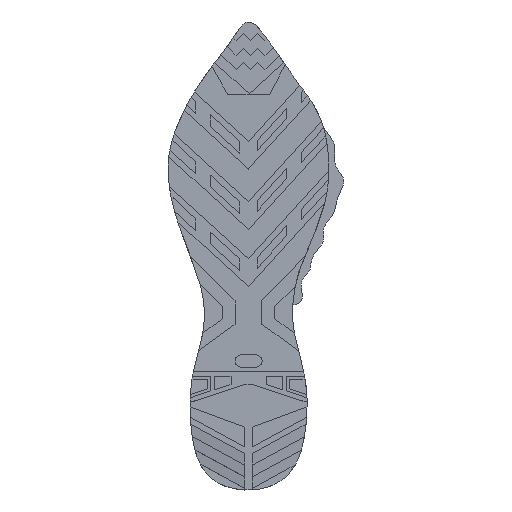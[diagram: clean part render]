
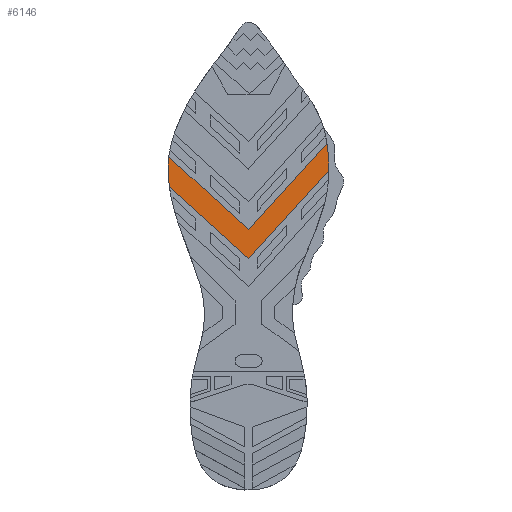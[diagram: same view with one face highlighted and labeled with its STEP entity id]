
A CAD part, top view. The second image highlights one B-rep face of the part: STEP entity #6146.
In plain terms, the highlighted face is planar.
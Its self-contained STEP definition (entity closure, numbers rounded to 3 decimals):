
#353 = CARTESIAN_POINT ( 'NONE',  ( 54.551, 3., -107.835 ) ) ;
#655 = AXIS2_PLACEMENT_3D ( 'NONE', #1885, #4327, #1305 ) ;
#732 = B_SPLINE_CURVE_WITH_KNOTS ( 'NONE', 3,
 ( #2531, #6139, #1517, #3557, #3067 ),
 .UNSPECIFIED., .F., .F.,
 ( 4, 1, 4 ),
 ( 0.838, 0.843, 0.855 ),
 .UNSPECIFIED. ) ;
#765 = ORIENTED_EDGE ( 'NONE', *, *, #1445, .T. ) ;
#787 = EDGE_CURVE ( 'NONE', #4268, #2520, #6638, .T. ) ;
#922 = CARTESIAN_POINT ( 'NONE',  ( 55.105, 3., -102.894 ) ) ;
#983 = DIRECTION ( 'NONE',  ( -0.74, 0., 0.673 ) ) ;
#1102 = B_SPLINE_CURVE_WITH_KNOTS ( 'NONE', 3,
 ( #353, #2008, #922, #1880, #6124, #5537 ),
 .UNSPECIFIED., .F., .F.,
 ( 4, 1, 1, 4 ),
 ( 0.151, 0.152, 0.167, 0.175 ),
 .UNSPECIFIED. ) ;
#1286 = DIRECTION ( 'NONE',  ( 0.74, 0., -0.673 ) ) ;
#1305 = DIRECTION ( 'NONE',  ( 0., 0., -1. ) ) ;
#1445 = EDGE_CURVE ( 'NONE', #5710, #4892, #6200, .T. ) ;
#1517 = CARTESIAN_POINT ( 'NONE',  ( -54.95, 3., -106.378 ) ) ;
#1599 = CARTESIAN_POINT ( 'NONE',  ( -54.991, 3., -98.622 ) ) ;
#1780 = VECTOR ( 'NONE', #3612, 1000. ) ;
#1833 = VERTEX_POINT ( 'NONE', #5234 ) ;
#1880 = CARTESIAN_POINT ( 'NONE',  ( 55.059, 3., -95.959 ) ) ;
#1885 = CARTESIAN_POINT ( 'NONE',  ( 0., 3., 0. ) ) ;
#2008 = CARTESIAN_POINT ( 'NONE',  ( 54.589, 3., -107.512 ) ) ;
#2014 = CARTESIAN_POINT ( 'NONE',  ( 18.986, 3., -17.263 ) ) ;
#2057 = CARTESIAN_POINT ( 'NONE',  ( 0., 3., -38.144 ) ) ;
#2190 = EDGE_LOOP ( 'NONE', ( #3476, #3479, #2754, #765, #4645, #5872 ) ) ;
#2263 = VERTEX_POINT ( 'NONE', #4208 ) ;
#2293 = PLANE ( 'NONE',  #655 ) ;
#2375 = LINE ( 'NONE', #4342, #5306 ) ;
#2504 = CARTESIAN_POINT ( 'NONE',  ( -28.986, 3., -31.879 ) ) ;
#2520 = VERTEX_POINT ( 'NONE', #2057 ) ;
#2531 = CARTESIAN_POINT ( 'NONE',  ( -54.991, 3., -98.622 ) ) ;
#2589 = CARTESIAN_POINT ( 'NONE',  ( 28.986, 3., -26.356 ) ) ;
#2754 = ORIENTED_EDGE ( 'NONE', *, *, #5868, .T. ) ;
#2893 = EDGE_CURVE ( 'NONE', #2263, #1833, #1102, .T. ) ;
#3067 = CARTESIAN_POINT ( 'NONE',  ( -53.596, 3., -117.179 ) ) ;
#3077 = EDGE_CURVE ( 'NONE', #2520, #1833, #2375, .T. ) ;
#3476 = ORIENTED_EDGE ( 'NONE', *, *, #3077, .F. ) ;
#3479 = ORIENTED_EDGE ( 'NONE', *, *, #787, .F. ) ;
#3557 = CARTESIAN_POINT ( 'NONE',  ( -54.34, 3., -112.681 ) ) ;
#3588 = VECTOR ( 'NONE', #5109, 1000. ) ;
#3612 = DIRECTION ( 'NONE',  ( 0.673, 0., 0.74 ) ) ;
#4186 = EDGE_CURVE ( 'NONE', #2263, #4892, #6660, .T. ) ;
#4208 = CARTESIAN_POINT ( 'NONE',  ( 54.551, 3., -107.835 ) ) ;
#4268 = VERTEX_POINT ( 'NONE', #1599 ) ;
#4327 = DIRECTION ( 'NONE',  ( 0., -1., 0. ) ) ;
#4342 = CARTESIAN_POINT ( 'NONE',  ( -18.986, 3., -20.88 ) ) ;
#4645 = ORIENTED_EDGE ( 'NONE', *, *, #4186, .F. ) ;
#4892 = VERTEX_POINT ( 'NONE', #6279 ) ;
#5011 = CARTESIAN_POINT ( 'NONE',  ( -53.596, 3., -117.179 ) ) ;
#5109 = DIRECTION ( 'NONE',  ( 0.673, 0., 0.74 ) ) ;
#5234 = CARTESIAN_POINT ( 'NONE',  ( 54.096, 3., -87.331 ) ) ;
#5306 = VECTOR ( 'NONE', #1286, 1000. ) ;
#5537 = CARTESIAN_POINT ( 'NONE',  ( 54.096, 3., -87.331 ) ) ;
#5681 = VECTOR ( 'NONE', #983, 1000. ) ;
#5710 = VERTEX_POINT ( 'NONE', #5011 ) ;
#5868 = EDGE_CURVE ( 'NONE', #4268, #5710, #732, .T. ) ;
#5872 = ORIENTED_EDGE ( 'NONE', *, *, #2893, .T. ) ;
#6124 = CARTESIAN_POINT ( 'NONE',  ( 54.401, 3., -89.592 ) ) ;
#6139 = CARTESIAN_POINT ( 'NONE',  ( -55.013, 3., -100.256 ) ) ;
#6146 = ADVANCED_FACE ( 'NONE', ( #6413 ), #2293, .T. ) ;
#6200 = LINE ( 'NONE', #2589, #1780 ) ;
#6279 = CARTESIAN_POINT ( 'NONE',  ( 0., 3., -58.234 ) ) ;
#6413 = FACE_OUTER_BOUND ( 'NONE', #2190, .T. ) ;
#6638 = LINE ( 'NONE', #2014, #3588 ) ;
#6660 = LINE ( 'NONE', #2504, #5681 ) ;
